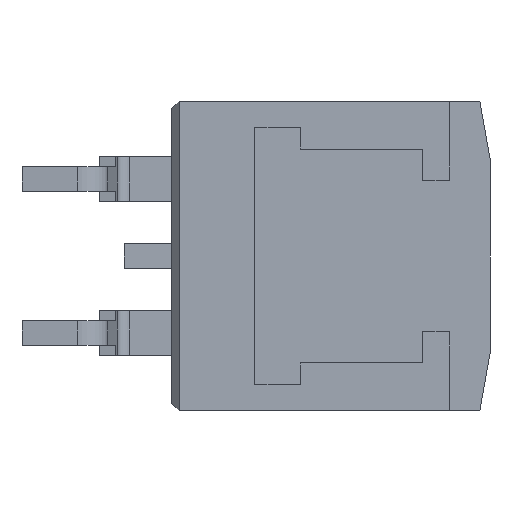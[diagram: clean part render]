
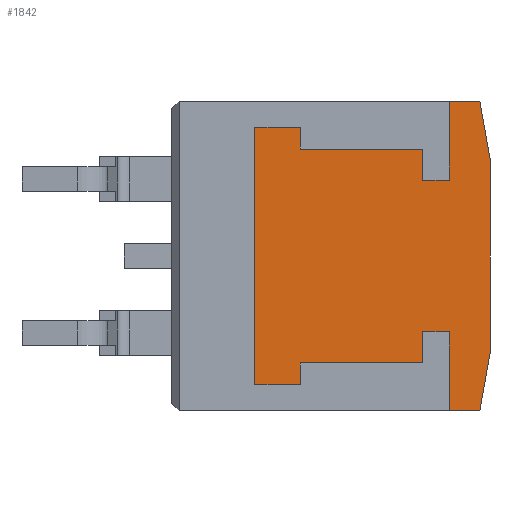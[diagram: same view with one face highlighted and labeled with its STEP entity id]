
A CAD part, front view. The second image highlights one B-rep face of the part: STEP entity #1842.
In plain terms, the highlighted planar face has unit normal (0, -1, 0).
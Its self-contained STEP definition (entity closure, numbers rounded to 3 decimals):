
#9 = DIRECTION ( 'NONE',  ( 0., 0., 1. ) ) ;
#18 = DIRECTION ( 'NONE',  ( 0., 0., 1. ) ) ;
#19 = EDGE_CURVE ( 'NONE', #2577, #284, #2195, .T. ) ;
#37 = DIRECTION ( 'NONE',  ( 0., 0., -1. ) ) ;
#76 = VECTOR ( 'NONE', #18, 1000. ) ;
#80 = DIRECTION ( 'NONE',  ( -1., 0., 0. ) ) ;
#132 = EDGE_CURVE ( 'NONE', #1050, #735, #569, .T. ) ;
#140 = EDGE_CURVE ( 'NONE', #1972, #1460, #197, .T. ) ;
#162 = VERTEX_POINT ( 'NONE', #615 ) ;
#184 = LINE ( 'NONE', #1630, #1714 ) ;
#185 = EDGE_CURVE ( 'NONE', #162, #1989, #2434, .T. ) ;
#197 = LINE ( 'NONE', #582, #2088 ) ;
#199 = VECTOR ( 'NONE', #2420, 1000. ) ;
#216 = LINE ( 'NONE', #2069, #682 ) ;
#243 = DIRECTION ( 'NONE',  ( 0., -1., 0. ) ) ;
#279 = LINE ( 'NONE', #699, #1666 ) ;
#284 = VERTEX_POINT ( 'NONE', #1278 ) ;
#300 = VERTEX_POINT ( 'NONE', #1696 ) ;
#322 = LINE ( 'NONE', #754, #685 ) ;
#380 = EDGE_CURVE ( 'NONE', #495, #1404, #901, .T. ) ;
#396 = CARTESIAN_POINT ( 'NONE',  ( 7.712, 0., 0. ) ) ;
#435 = ORIENTED_EDGE ( 'NONE', *, *, #140, .T. ) ;
#438 = LINE ( 'NONE', #1450, #563 ) ;
#443 = ORIENTED_EDGE ( 'NONE', *, *, #2270, .T. ) ;
#450 = DIRECTION ( 'NONE',  ( -0.174, 0., 0.985 ) ) ;
#461 = CARTESIAN_POINT ( 'NONE',  ( 0., 0., 4.25 ) ) ;
#495 = VERTEX_POINT ( 'NONE', #2065 ) ;
#540 = CARTESIAN_POINT ( 'NONE',  ( 7.712, 0., -3.2 ) ) ;
#546 = ORIENTED_EDGE ( 'NONE', *, *, #380, .T. ) ;
#563 = VECTOR ( 'NONE', #1681, 1000. ) ;
#569 = LINE ( 'NONE', #396, #199 ) ;
#582 = CARTESIAN_POINT ( 'NONE',  ( 1.462, 0., 4.25 ) ) ;
#593 = DIRECTION ( 'NONE',  ( 0., 0., 1. ) ) ;
#615 = CARTESIAN_POINT ( 'NONE',  ( 6.378, 0., -5.1 ) ) ;
#623 = DIRECTION ( 'NONE',  ( 0., 0., -1. ) ) ;
#674 = ORIENTED_EDGE ( 'NONE', *, *, #2347, .T. ) ;
#677 = ORIENTED_EDGE ( 'NONE', *, *, #19, .T. ) ;
#682 = VECTOR ( 'NONE', #450, 1000. ) ;
#685 = VECTOR ( 'NONE', #2414, 1000. ) ;
#696 = DIRECTION ( 'NONE',  ( -1., 0., 0. ) ) ;
#699 = CARTESIAN_POINT ( 'NONE',  ( 0., 0., 3.525 ) ) ;
#720 = CARTESIAN_POINT ( 'NONE',  ( -0.038, 0., 4.25 ) ) ;
#735 = VERTEX_POINT ( 'NONE', #2611 ) ;
#754 = CARTESIAN_POINT ( 'NONE',  ( 0., 0., -3.525 ) ) ;
#765 = LINE ( 'NONE', #1590, #1563 ) ;
#771 = VECTOR ( 'NONE', #1824, 1000. ) ;
#785 = ORIENTED_EDGE ( 'NONE', *, *, #1808, .T. ) ;
#798 = LINE ( 'NONE', #1176, #771 ) ;
#839 = DIRECTION ( 'NONE',  ( 0., 0., 1. ) ) ;
#874 = LINE ( 'NONE', #1347, #986 ) ;
#884 = VERTEX_POINT ( 'NONE', #1092 ) ;
#901 = LINE ( 'NONE', #461, #2641 ) ;
#912 = ORIENTED_EDGE ( 'NONE', *, *, #1008, .T. ) ;
#944 = CARTESIAN_POINT ( 'NONE',  ( 0., 0., 5.1 ) ) ;
#947 = VECTOR ( 'NONE', #623, 1000. ) ;
#955 = EDGE_CURVE ( 'NONE', #300, #1258, #279, .T. ) ;
#986 = VECTOR ( 'NONE', #2518, 1000. ) ;
#1008 = EDGE_CURVE ( 'NONE', #1989, #1050, #765, .T. ) ;
#1043 = LINE ( 'NONE', #1058, #76 ) ;
#1050 = VERTEX_POINT ( 'NONE', #540 ) ;
#1058 = CARTESIAN_POINT ( 'NONE',  ( 1.462, 0., 4.25 ) ) ;
#1092 = CARTESIAN_POINT ( 'NONE',  ( 5.488, 0., -2.5 ) ) ;
#1097 = ORIENTED_EDGE ( 'NONE', *, *, #955, .T. ) ;
#1108 = CARTESIAN_POINT ( 'NONE',  ( 1.463, 0., -3.525 ) ) ;
#1112 = VECTOR ( 'NONE', #1442, 1000. ) ;
#1148 = ORIENTED_EDGE ( 'NONE', *, *, #1340, .T. ) ;
#1151 = CARTESIAN_POINT ( 'NONE',  ( 7.377, 0., -5.1 ) ) ;
#1176 = CARTESIAN_POINT ( 'NONE',  ( 0., 0., -2.5 ) ) ;
#1217 = CARTESIAN_POINT ( 'NONE',  ( -0.038, 0., -4.25 ) ) ;
#1223 = ORIENTED_EDGE ( 'NONE', *, *, #2062, .T. ) ;
#1258 = VERTEX_POINT ( 'NONE', #1643 ) ;
#1273 = FACE_OUTER_BOUND ( 'NONE', #1795, .T. ) ;
#1274 = VERTEX_POINT ( 'NONE', #2140 ) ;
#1275 = VERTEX_POINT ( 'NONE', #1912 ) ;
#1278 = CARTESIAN_POINT ( 'NONE',  ( 6.378, 0., 5.1 ) ) ;
#1286 = VECTOR ( 'NONE', #696, 1000. ) ;
#1321 = LINE ( 'NONE', #1564, #1286 ) ;
#1340 = EDGE_CURVE ( 'NONE', #284, #1275, #874, .T. ) ;
#1347 = CARTESIAN_POINT ( 'NONE',  ( 6.378, 0., 5.1 ) ) ;
#1375 = CARTESIAN_POINT ( 'NONE',  ( 5.488, 0., 2.5 ) ) ;
#1404 = VERTEX_POINT ( 'NONE', #720 ) ;
#1441 = LINE ( 'NONE', #1462, #947 ) ;
#1442 = DIRECTION ( 'NONE',  ( 1., 0., 0. ) ) ;
#1450 = CARTESIAN_POINT ( 'NONE',  ( 6.378, 0., 5.1 ) ) ;
#1460 = VERTEX_POINT ( 'NONE', #1108 ) ;
#1462 = CARTESIAN_POINT ( 'NONE',  ( -0.038, 0., 0. ) ) ;
#1466 = ORIENTED_EDGE ( 'NONE', *, *, #132, .T. ) ;
#1511 = DIRECTION ( 'NONE',  ( -1., 0., 0. ) ) ;
#1514 = ORIENTED_EDGE ( 'NONE', *, *, #1695, .T. ) ;
#1563 = VECTOR ( 'NONE', #1964, 1000. ) ;
#1564 = CARTESIAN_POINT ( 'NONE',  ( 0., 0., 2.5 ) ) ;
#1570 = EDGE_CURVE ( 'NONE', #1460, #2163, #322, .T. ) ;
#1575 = ORIENTED_EDGE ( 'NONE', *, *, #1813, .T. ) ;
#1590 = CARTESIAN_POINT ( 'NONE',  ( 7.377, 0., -5.1 ) ) ;
#1595 = CARTESIAN_POINT ( 'NONE',  ( 5.488, 0., -3.525 ) ) ;
#1630 = CARTESIAN_POINT ( 'NONE',  ( 0., 0., -4.25 ) ) ;
#1640 = ORIENTED_EDGE ( 'NONE', *, *, #2274, .T. ) ;
#1643 = CARTESIAN_POINT ( 'NONE',  ( 1.462, 0., 3.525 ) ) ;
#1649 = CARTESIAN_POINT ( 'NONE',  ( 0., 0., -5.1 ) ) ;
#1666 = VECTOR ( 'NONE', #1511, 1000. ) ;
#1681 = DIRECTION ( 'NONE',  ( 0., 0., -1. ) ) ;
#1695 = EDGE_CURVE ( 'NONE', #2122, #1972, #184, .T. ) ;
#1696 = CARTESIAN_POINT ( 'NONE',  ( 5.488, 0., 3.525 ) ) ;
#1706 = ORIENTED_EDGE ( 'NONE', *, *, #2259, .T. ) ;
#1714 = VECTOR ( 'NONE', #2441, 1000. ) ;
#1718 = CARTESIAN_POINT ( 'NONE',  ( 7.377, 0., 5.1 ) ) ;
#1795 = EDGE_LOOP ( 'NONE', ( #1148, #2490, #443, #1097, #1575, #546, #1706, #1514, #435, #1908, #674, #1223, #1640, #1956, #912, #1466, #785, #677 ) ) ;
#1800 = VECTOR ( 'NONE', #2390, 1000. ) ;
#1808 = EDGE_CURVE ( 'NONE', #735, #2577, #216, .T. ) ;
#1809 = VECTOR ( 'NONE', #9, 1000. ) ;
#1813 = EDGE_CURVE ( 'NONE', #1258, #495, #1043, .T. ) ;
#1824 = DIRECTION ( 'NONE',  ( 1., 0., 0. ) ) ;
#1842 = ADVANCED_FACE ( 'NONE', ( #1273 ), #2084, .T. ) ;
#1893 = CARTESIAN_POINT ( 'NONE',  ( 5.488, 0., 0. ) ) ;
#1908 = ORIENTED_EDGE ( 'NONE', *, *, #1570, .T. ) ;
#1912 = CARTESIAN_POINT ( 'NONE',  ( 6.378, 0., 2.5 ) ) ;
#1955 = EDGE_CURVE ( 'NONE', #1275, #2152, #1321, .T. ) ;
#1956 = ORIENTED_EDGE ( 'NONE', *, *, #185, .T. ) ;
#1964 = DIRECTION ( 'NONE',  ( 0.174, 0., 0.985 ) ) ;
#1972 = VERTEX_POINT ( 'NONE', #2103 ) ;
#1989 = VERTEX_POINT ( 'NONE', #1151 ) ;
#2059 = LINE ( 'NONE', #1893, #2581 ) ;
#2062 = EDGE_CURVE ( 'NONE', #884, #1274, #798, .T. ) ;
#2065 = CARTESIAN_POINT ( 'NONE',  ( 1.462, 0., 4.25 ) ) ;
#2069 = CARTESIAN_POINT ( 'NONE',  ( 7.712, 0., 3.2 ) ) ;
#2084 = PLANE ( 'NONE',  #2262 ) ;
#2088 = VECTOR ( 'NONE', #593, 1000. ) ;
#2103 = CARTESIAN_POINT ( 'NONE',  ( 1.463, 0., -4.25 ) ) ;
#2122 = VERTEX_POINT ( 'NONE', #1217 ) ;
#2140 = CARTESIAN_POINT ( 'NONE',  ( 6.378, 0., -2.5 ) ) ;
#2152 = VERTEX_POINT ( 'NONE', #1375 ) ;
#2163 = VERTEX_POINT ( 'NONE', #1595 ) ;
#2195 = LINE ( 'NONE', #944, #1800 ) ;
#2259 = EDGE_CURVE ( 'NONE', #1404, #2122, #1441, .T. ) ;
#2262 = AXIS2_PLACEMENT_3D ( 'NONE', #2463, #243, #37 ) ;
#2270 = EDGE_CURVE ( 'NONE', #2152, #300, #2465, .T. ) ;
#2274 = EDGE_CURVE ( 'NONE', #1274, #162, #438, .T. ) ;
#2347 = EDGE_CURVE ( 'NONE', #2163, #884, #2059, .T. ) ;
#2390 = DIRECTION ( 'NONE',  ( -1., 0., 0. ) ) ;
#2414 = DIRECTION ( 'NONE',  ( 1., 0., 0. ) ) ;
#2420 = DIRECTION ( 'NONE',  ( 0., 0., 1. ) ) ;
#2434 = LINE ( 'NONE', #1649, #1112 ) ;
#2441 = DIRECTION ( 'NONE',  ( 1., 0., 0. ) ) ;
#2463 = CARTESIAN_POINT ( 'NONE',  ( 0., 0., 0. ) ) ;
#2465 = LINE ( 'NONE', #2478, #1809 ) ;
#2478 = CARTESIAN_POINT ( 'NONE',  ( 5.488, 0., 0. ) ) ;
#2490 = ORIENTED_EDGE ( 'NONE', *, *, #1955, .T. ) ;
#2518 = DIRECTION ( 'NONE',  ( 0., 0., -1. ) ) ;
#2577 = VERTEX_POINT ( 'NONE', #1718 ) ;
#2581 = VECTOR ( 'NONE', #839, 1000. ) ;
#2611 = CARTESIAN_POINT ( 'NONE',  ( 7.712, 0., 3.2 ) ) ;
#2641 = VECTOR ( 'NONE', #80, 1000. ) ;
